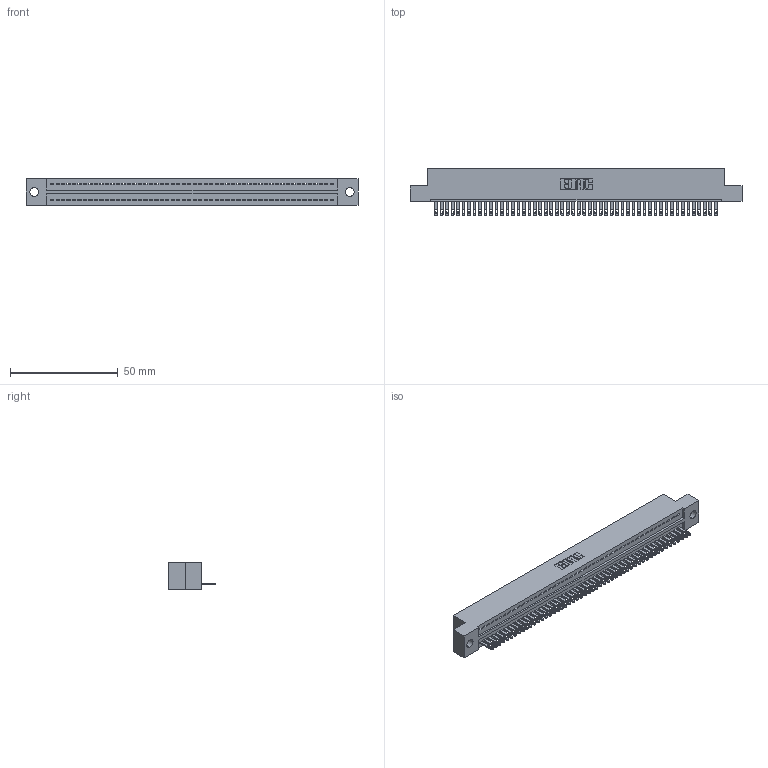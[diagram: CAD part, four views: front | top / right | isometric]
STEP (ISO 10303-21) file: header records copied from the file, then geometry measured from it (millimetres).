
FILE_DESCRIPTION (( 'STEP AP203' ), '1' );
FILE_NAME ('325-052-500-109.STEP', '2020-02-25T00:17:10', ( '' ), ( '' ), 'SwSTEP 2.0', 'SolidWorks 2016', '' );
FILE_SCHEMA (( 'CONFIG_CONTROL_DESIGN' ));
Length unit declared in the file: inch
Products named in the file (3): 325-292-001_325-293-100; 325 Part_.160 TH; 325-052-500-109
Assembly tree (53 placements, depth 2):
  325-052-500-109
    325 Part_.160 TH
    325-292-001_325-293-100  x52
Bounding box: 153.8 x 21.84 x 12.45 mm (x, y, z)
Volume: 19404.7 mm3; surface area: 21386.7 mm2
Topology: 53 solids, 53 shells, 2922 faces, 9047 edges, 6030 vertices
Faces by surface type: plane 1942, cylinder 980
Entity records: 30429 total; most frequent: CARTESIAN_POINT 5254, ORIENTED_EDGE 5242, DIRECTION 4413, EDGE_CURVE 2621, LINE 2489, VECTOR 2489, VERTEX_POINT 1746, AXIS2_PLACEMENT_3D 962
